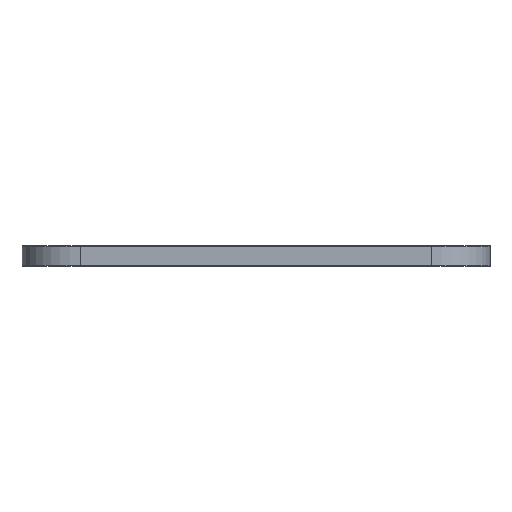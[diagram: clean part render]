
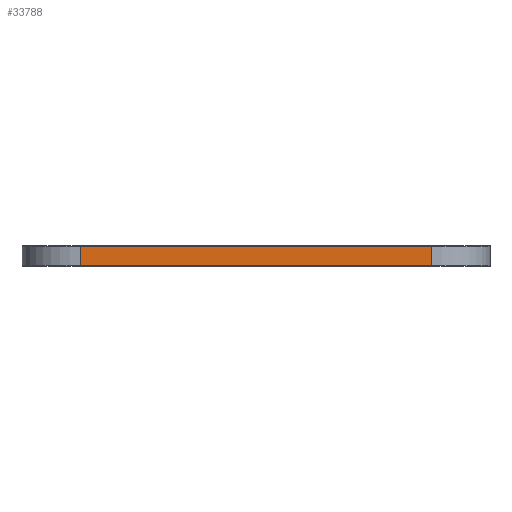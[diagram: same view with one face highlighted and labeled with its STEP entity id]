
A CAD part, left-side view. The second image highlights one B-rep face of the part: STEP entity #33788.
In plain terms, the highlighted planar face has unit normal (-1, 0, 0).
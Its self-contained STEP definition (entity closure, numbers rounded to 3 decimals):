
#32991 = VERTEX_POINT('',#32992);
#32992 = CARTESIAN_POINT('',(-35.75,21.,0.));
#32999 = EDGE_CURVE('',#33000,#32991,#33002,.T.);
#33000 = VERTEX_POINT('',#33001);
#33001 = CARTESIAN_POINT('',(-35.75,3.,0.));
#33002 = LINE('',#33003,#33004);
#33003 = CARTESIAN_POINT('',(-35.75,3.,0.));
#33004 = VECTOR('',#33005,1.);
#33005 = DIRECTION('',(0.,1.,0.));
#33363 = VERTEX_POINT('',#33364);
#33364 = CARTESIAN_POINT('',(-35.75,21.,1.));
#33371 = EDGE_CURVE('',#33372,#33363,#33374,.T.);
#33372 = VERTEX_POINT('',#33373);
#33373 = CARTESIAN_POINT('',(-35.75,3.,1.));
#33374 = LINE('',#33375,#33376);
#33375 = CARTESIAN_POINT('',(-35.75,3.,1.));
#33376 = VECTOR('',#33377,1.);
#33377 = DIRECTION('',(0.,1.,0.));
#33758 = EDGE_CURVE('',#32991,#33363,#33759,.T.);
#33759 = LINE('',#33760,#33761);
#33760 = CARTESIAN_POINT('',(-35.75,21.,0.));
#33761 = VECTOR('',#33762,1.);
#33762 = DIRECTION('',(0.,0.,1.));
#33788 = ADVANCED_FACE('',(#33789),#33800,.T.);
#33789 = FACE_BOUND('',#33790,.T.);
#33790 = EDGE_LOOP('',(#33791,#33797,#33798,#33799));
#33791 = ORIENTED_EDGE('',*,*,#33792,.T.);
#33792 = EDGE_CURVE('',#33000,#33372,#33793,.T.);
#33793 = LINE('',#33794,#33795);
#33794 = CARTESIAN_POINT('',(-35.75,3.,0.));
#33795 = VECTOR('',#33796,1.);
#33796 = DIRECTION('',(0.,0.,1.));
#33797 = ORIENTED_EDGE('',*,*,#33371,.T.);
#33798 = ORIENTED_EDGE('',*,*,#33758,.F.);
#33799 = ORIENTED_EDGE('',*,*,#32999,.F.);
#33800 = PLANE('',#33801);
#33801 = AXIS2_PLACEMENT_3D('',#33802,#33803,#33804);
#33802 = CARTESIAN_POINT('',(-35.75,3.,0.));
#33803 = DIRECTION('',(-1.,0.,0.));
#33804 = DIRECTION('',(0.,1.,0.));
